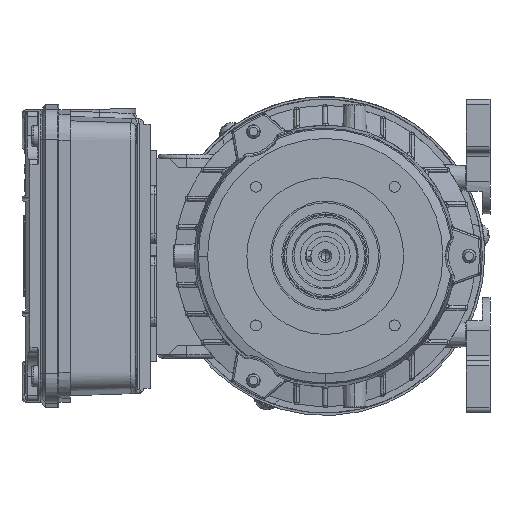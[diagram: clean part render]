
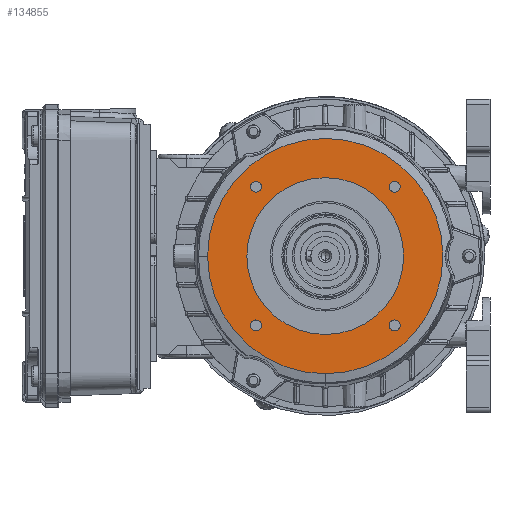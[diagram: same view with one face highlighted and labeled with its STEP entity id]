
A CAD part, left-side view. The second image highlights one B-rep face of the part: STEP entity #134855.
In plain terms, the highlighted planar face has unit normal (-1, 0, 0).
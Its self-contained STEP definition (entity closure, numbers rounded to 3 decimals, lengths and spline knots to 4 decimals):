
#545 = FACE_BOUND ( 'NONE', #57353, .T. ) ;
#972 = CARTESIAN_POINT ( 'NONE',  ( -3.1496, 1.044, -1.1266 ) ) ;
#3168 = CIRCLE ( 'NONE', #123377, 0.0827 ) ;
#5067 = CARTESIAN_POINT ( 'NONE',  ( -3.1496, 1.044, 1.1266 ) ) ;
#5584 = AXIS2_PLACEMENT_3D ( 'NONE', #122492, #99936, #31432 ) ;
#5733 = DIRECTION ( 'NONE',  ( -1., 0., 0. ) ) ;
#5951 = DIRECTION ( 'NONE',  ( -1., 0., 0. ) ) ;
#9648 = AXIS2_PLACEMENT_3D ( 'NONE', #20853, #23844, #102182 ) ;
#10111 = DIRECTION ( 'NONE',  ( 0., 0., -1. ) ) ;
#10132 = VERTEX_POINT ( 'NONE', #97320 ) ;
#10282 = DIRECTION ( 'NONE',  ( 1., 0., 0. ) ) ;
#10752 = ORIENTED_EDGE ( 'NONE', *, *, #30326, .F. ) ;
#10980 = CIRCLE ( 'NONE', #95182, 0.0827 ) ;
#11813 = CARTESIAN_POINT ( 'NONE',  ( -3.1496, -1.044, -0.9613 ) ) ;
#13995 = DIRECTION ( 'NONE',  ( 1., 0., 0. ) ) ;
#16344 = DIRECTION ( 'NONE',  ( -1., 0., 0. ) ) ;
#16448 = CARTESIAN_POINT ( 'NONE',  ( -3.1496, 0., 0. ) ) ;
#17888 = AXIS2_PLACEMENT_3D ( 'NONE', #80200, #21413, #10111 ) ;
#19410 = AXIS2_PLACEMENT_3D ( 'NONE', #77025, #90630, #113925 ) ;
#19622 = CIRCLE ( 'NONE', #113492, 1.7717 ) ;
#20398 = EDGE_CURVE ( 'NONE', #142380, #97259, #10980, .T. ) ;
#20530 = EDGE_CURVE ( 'NONE', #133714, #114430, #148064, .T. ) ;
#20853 = CARTESIAN_POINT ( 'NONE',  ( -3.1496, 1.044, 1.044 ) ) ;
#21413 = DIRECTION ( 'NONE',  ( -1., 0., 0. ) ) ;
#22685 = DIRECTION ( 'NONE',  ( -1., 0., 0. ) ) ;
#22982 = CARTESIAN_POINT ( 'NONE',  ( -3.1496, 1.044, -1.044 ) ) ;
#23727 = DIRECTION ( 'NONE',  ( 0., 0., -1. ) ) ;
#23844 = DIRECTION ( 'NONE',  ( -1., 0., 0. ) ) ;
#27769 = ORIENTED_EDGE ( 'NONE', *, *, #141795, .F. ) ;
#29057 = EDGE_CURVE ( 'NONE', #102221, #75893, #19622, .T. ) ;
#29177 = AXIS2_PLACEMENT_3D ( 'NONE', #84528, #96489, #131874 ) ;
#30326 = EDGE_CURVE ( 'NONE', #144215, #10132, #130585, .T. ) ;
#31432 = DIRECTION ( 'NONE',  ( 0., 0., -1. ) ) ;
#31837 = ORIENTED_EDGE ( 'NONE', *, *, #70428, .F. ) ;
#32950 = FACE_BOUND ( 'NONE', #111023, .T. ) ;
#34358 = CARTESIAN_POINT ( 'NONE',  ( -3.1496, 0., -1.1811 ) ) ;
#39255 = ORIENTED_EDGE ( 'NONE', *, *, #86989, .F. ) ;
#40152 = ORIENTED_EDGE ( 'NONE', *, *, #54530, .F. ) ;
#40548 = ORIENTED_EDGE ( 'NONE', *, *, #128066, .F. ) ;
#46441 = FACE_BOUND ( 'NONE', #126484, .T. ) ;
#46531 = CARTESIAN_POINT ( 'NONE',  ( -3.1496, 0., -1.7717 ) ) ;
#48707 = ORIENTED_EDGE ( 'NONE', *, *, #20398, .F. ) ;
#50142 = DIRECTION ( 'NONE',  ( 0., 0., -1. ) ) ;
#50519 = AXIS2_PLACEMENT_3D ( 'NONE', #80365, #10282, #148114 ) ;
#54530 = EDGE_CURVE ( 'NONE', #83391, #113507, #101291, .T. ) ;
#56564 = CARTESIAN_POINT ( 'NONE',  ( -3.1496, 1.044, -1.044 ) ) ;
#57353 = EDGE_LOOP ( 'NONE', ( #31837, #104835 ) ) ;
#58425 = ORIENTED_EDGE ( 'NONE', *, *, #29057, .F. ) ;
#58626 = EDGE_CURVE ( 'NONE', #123632, #119695, #127681, .T. ) ;
#59948 = CARTESIAN_POINT ( 'NONE',  ( -3.1496, 0., 1.7717 ) ) ;
#60076 = CARTESIAN_POINT ( 'NONE',  ( -3.1496, -1.044, 1.1266 ) ) ;
#60692 = CARTESIAN_POINT ( 'NONE',  ( -3.1496, 0., 0. ) ) ;
#62174 = DIRECTION ( 'NONE',  ( 0., 0., -1. ) ) ;
#64586 = CARTESIAN_POINT ( 'NONE',  ( -3.1496, -1.044, -1.1266 ) ) ;
#67557 = EDGE_LOOP ( 'NONE', ( #40548, #58425 ) ) ;
#68211 = CARTESIAN_POINT ( 'NONE',  ( -3.1496, 1.044, -0.9613 ) ) ;
#69557 = ORIENTED_EDGE ( 'NONE', *, *, #114624, .F. ) ;
#70428 = EDGE_CURVE ( 'NONE', #114430, #133714, #87604, .T. ) ;
#71747 = CARTESIAN_POINT ( 'NONE',  ( -3.1496, 1.044, 0.9613 ) ) ;
#71782 = ORIENTED_EDGE ( 'NONE', *, *, #134844, .F. ) ;
#74327 = CARTESIAN_POINT ( 'NONE',  ( -3.1496, -1.044, 1.044 ) ) ;
#75893 = VERTEX_POINT ( 'NONE', #46531 ) ;
#77025 = CARTESIAN_POINT ( 'NONE',  ( -3.1496, 1.044, 1.044 ) ) ;
#79472 = DIRECTION ( 'NONE',  ( -1., 0., 0. ) ) ;
#80200 = CARTESIAN_POINT ( 'NONE',  ( -3.1496, -1.044, 1.044 ) ) ;
#80365 = CARTESIAN_POINT ( 'NONE',  ( -3.1496, -1.1811, 0. ) ) ;
#82465 = EDGE_LOOP ( 'NONE', ( #48707, #39255 ) ) ;
#83391 = VERTEX_POINT ( 'NONE', #11813 ) ;
#84528 = CARTESIAN_POINT ( 'NONE',  ( -3.1496, -1.044, -1.044 ) ) ;
#86989 = EDGE_CURVE ( 'NONE', #97259, #142380, #102522, .T. ) ;
#87173 = DIRECTION ( 'NONE',  ( 0., 0., -1. ) ) ;
#87604 = CIRCLE ( 'NONE', #17888, 0.0827 ) ;
#90630 = DIRECTION ( 'NONE',  ( -1., 0., 0. ) ) ;
#95182 = AXIS2_PLACEMENT_3D ( 'NONE', #56564, #22685, #146946 ) ;
#96489 = DIRECTION ( 'NONE',  ( -1., 0., 0. ) ) ;
#97259 = VERTEX_POINT ( 'NONE', #68211 ) ;
#97320 = CARTESIAN_POINT ( 'NONE',  ( -3.1496, 0., 1.1811 ) ) ;
#99936 = DIRECTION ( 'NONE',  ( -1., 0., 0. ) ) ;
#100203 = AXIS2_PLACEMENT_3D ( 'NONE', #60692, #117899, #50142 ) ;
#101291 = CIRCLE ( 'NONE', #29177, 0.0827 ) ;
#102182 = DIRECTION ( 'NONE',  ( 0., 0., -1. ) ) ;
#102221 = VERTEX_POINT ( 'NONE', #59948 ) ;
#102522 = CIRCLE ( 'NONE', #140695, 0.0827 ) ;
#102922 = FACE_BOUND ( 'NONE', #82465, .T. ) ;
#104835 = ORIENTED_EDGE ( 'NONE', *, *, #20530, .F. ) ;
#105276 = CIRCLE ( 'NONE', #141289, 1.1811 ) ;
#107839 = ORIENTED_EDGE ( 'NONE', *, *, #58626, .F. ) ;
#109548 = AXIS2_PLACEMENT_3D ( 'NONE', #74327, #16344, #87173 ) ;
#110701 = CIRCLE ( 'NONE', #9648, 0.0827 ) ;
#111023 = EDGE_LOOP ( 'NONE', ( #27769, #40152 ) ) ;
#113492 = AXIS2_PLACEMENT_3D ( 'NONE', #117171, #13995, #129933 ) ;
#113507 = VERTEX_POINT ( 'NONE', #64586 ) ;
#113925 = DIRECTION ( 'NONE',  ( 0., 0., -1. ) ) ;
#114430 = VERTEX_POINT ( 'NONE', #146867 ) ;
#114624 = EDGE_CURVE ( 'NONE', #10132, #144215, #105276, .T. ) ;
#117171 = CARTESIAN_POINT ( 'NONE',  ( -3.1496, 0., 0. ) ) ;
#117899 = DIRECTION ( 'NONE',  ( 1., 0., 0. ) ) ;
#119695 = VERTEX_POINT ( 'NONE', #5067 ) ;
#120157 = CARTESIAN_POINT ( 'NONE',  ( -3.1496, -1.044, -1.044 ) ) ;
#122492 = CARTESIAN_POINT ( 'NONE',  ( -3.1496, 0., 0. ) ) ;
#123377 = AXIS2_PLACEMENT_3D ( 'NONE', #120157, #5733, #62174 ) ;
#123632 = VERTEX_POINT ( 'NONE', #71747 ) ;
#126484 = EDGE_LOOP ( 'NONE', ( #10752, #69557 ) ) ;
#127681 = CIRCLE ( 'NONE', #19410, 0.0827 ) ;
#128066 = EDGE_CURVE ( 'NONE', #75893, #102221, #131497, .T. ) ;
#129933 = DIRECTION ( 'NONE',  ( 0., 0., -1. ) ) ;
#130585 = CIRCLE ( 'NONE', #5584, 1.1811 ) ;
#130942 = DIRECTION ( 'NONE',  ( 0., 0., -1. ) ) ;
#131497 = CIRCLE ( 'NONE', #100203, 1.7717 ) ;
#131874 = DIRECTION ( 'NONE',  ( 0., 0., -1. ) ) ;
#133714 = VERTEX_POINT ( 'NONE', #60076 ) ;
#134844 = EDGE_CURVE ( 'NONE', #119695, #123632, #110701, .T. ) ;
#134855 = ADVANCED_FACE ( 'NONE', ( #102922, #32950, #545, #148836, #137593, #46441 ), #136833, .F. ) ;
#136833 = PLANE ( 'NONE',  #50519 ) ;
#137593 = FACE_OUTER_BOUND ( 'NONE', #67557, .T. ) ;
#140198 = EDGE_LOOP ( 'NONE', ( #107839, #71782 ) ) ;
#140695 = AXIS2_PLACEMENT_3D ( 'NONE', #22982, #79472, #23727 ) ;
#141289 = AXIS2_PLACEMENT_3D ( 'NONE', #16448, #5951, #130942 ) ;
#141795 = EDGE_CURVE ( 'NONE', #113507, #83391, #3168, .T. ) ;
#142380 = VERTEX_POINT ( 'NONE', #972 ) ;
#144215 = VERTEX_POINT ( 'NONE', #34358 ) ;
#146867 = CARTESIAN_POINT ( 'NONE',  ( -3.1496, -1.044, 0.9613 ) ) ;
#146946 = DIRECTION ( 'NONE',  ( 0., 0., -1. ) ) ;
#148064 = CIRCLE ( 'NONE', #109548, 0.0827 ) ;
#148114 = DIRECTION ( 'NONE',  ( 0., 0., -1. ) ) ;
#148836 = FACE_BOUND ( 'NONE', #140198, .T. ) ;
